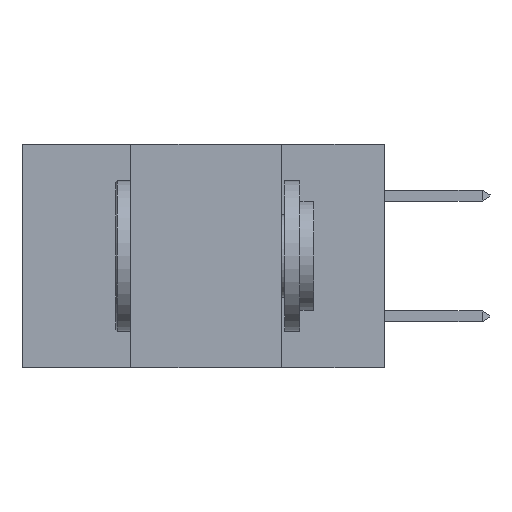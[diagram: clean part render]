
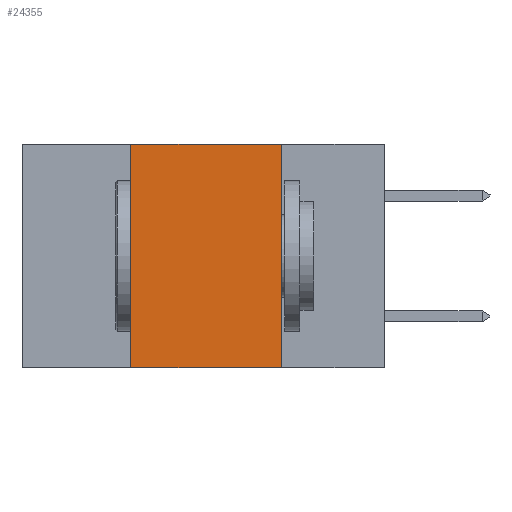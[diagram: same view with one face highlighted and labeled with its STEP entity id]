
A CAD part, left-side view. The second image highlights one B-rep face of the part: STEP entity #24355.
In plain terms, the highlighted planar face has unit normal (-1, 0, 0).
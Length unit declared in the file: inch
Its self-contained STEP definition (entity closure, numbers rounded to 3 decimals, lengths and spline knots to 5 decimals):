
#321 = LINE ( 'NONE', #6261, #21324 ) ;
#6003 = VERTEX_POINT ( 'NONE', #32844 ) ;
#6261 = CARTESIAN_POINT ( 'NONE',  ( 0., 0.6, 0. ) ) ;
#7983 = VECTOR ( 'NONE', #8057, 39.37008 ) ;
#8057 = DIRECTION ( 'NONE',  ( 0., -1., 0. ) ) ;
#8361 = AXIS2_PLACEMENT_3D ( 'NONE', #21454, #33372, #15577 ) ;
#12122 = LINE ( 'NONE', #15810, #34879 ) ;
#12137 = VERTEX_POINT ( 'NONE', #32338 ) ;
#12589 = PLANE ( 'NONE',  #8361 ) ;
#13319 = EDGE_CURVE ( 'NONE', #17324, #12137, #33195, .T. ) ;
#14469 = CARTESIAN_POINT ( 'NONE',  ( 0., 0.42, 0. ) ) ;
#15265 = DIRECTION ( 'NONE',  ( 0., -1., 0. ) ) ;
#15577 = DIRECTION ( 'NONE',  ( 0., 0., -1. ) ) ;
#15810 = CARTESIAN_POINT ( 'NONE',  ( 0., 0.17, 0. ) ) ;
#16831 = CARTESIAN_POINT ( 'NONE',  ( 0., 0.17, 0. ) ) ;
#17261 = ORIENTED_EDGE ( 'NONE', *, *, #27312, .F. ) ;
#17324 = VERTEX_POINT ( 'NONE', #35835 ) ;
#17395 = VECTOR ( 'NONE', #26458, 39.37008 ) ;
#19281 = EDGE_CURVE ( 'NONE', #12137, #35255, #321, .T. ) ;
#21324 = VECTOR ( 'NONE', #15265, 39.37008 ) ;
#21454 = CARTESIAN_POINT ( 'NONE',  ( 0., 0.6, 0. ) ) ;
#23738 = ORIENTED_EDGE ( 'NONE', *, *, #26044, .T. ) ;
#24355 = ADVANCED_FACE ( 'NONE', ( #30919 ), #12589, .F. ) ;
#24690 = DIRECTION ( 'NONE',  ( 0., 0., -1. ) ) ;
#26044 = EDGE_CURVE ( 'NONE', #17324, #6003, #30773, .T. ) ;
#26458 = DIRECTION ( 'NONE',  ( 0., 0., 1. ) ) ;
#27146 = EDGE_LOOP ( 'NONE', ( #17261, #28642, #28785, #23738 ) ) ;
#27312 = EDGE_CURVE ( 'NONE', #35255, #6003, #12122, .T. ) ;
#28642 = ORIENTED_EDGE ( 'NONE', *, *, #19281, .F. ) ;
#28785 = ORIENTED_EDGE ( 'NONE', *, *, #13319, .F. ) ;
#28876 = CARTESIAN_POINT ( 'NONE',  ( 0., 0.6, -0.37 ) ) ;
#30773 = LINE ( 'NONE', #28876, #7983 ) ;
#30919 = FACE_OUTER_BOUND ( 'NONE', #27146, .T. ) ;
#32338 = CARTESIAN_POINT ( 'NONE',  ( 0., 0.42, 0. ) ) ;
#32844 = CARTESIAN_POINT ( 'NONE',  ( 0., 0.17, -0.37 ) ) ;
#33195 = LINE ( 'NONE', #14469, #17395 ) ;
#33372 = DIRECTION ( 'NONE',  ( 1., 0., 0. ) ) ;
#34879 = VECTOR ( 'NONE', #24690, 39.37008 ) ;
#35255 = VERTEX_POINT ( 'NONE', #16831 ) ;
#35835 = CARTESIAN_POINT ( 'NONE',  ( 0., 0.42, -0.37 ) ) ;
